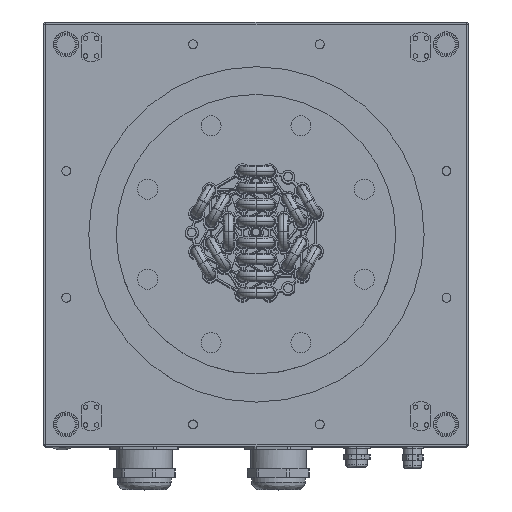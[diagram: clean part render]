
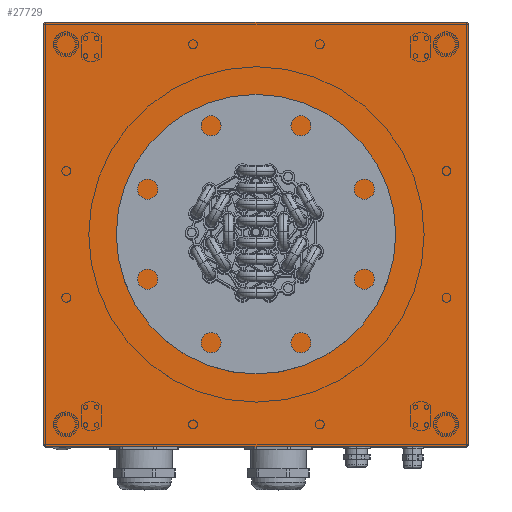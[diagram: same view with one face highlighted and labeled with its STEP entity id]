
A CAD part, top view. The second image highlights one B-rep face of the part: STEP entity #27729.
In plain terms, the highlighted face is planar.
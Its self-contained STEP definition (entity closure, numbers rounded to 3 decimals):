
#873 = DIRECTION ( 'NONE',  ( 1., 0., 0. ) ) ;
#1535 = VECTOR ( 'NONE', #21445, 1000. ) ;
#2029 = AXIS2_PLACEMENT_3D ( 'NONE', #14334, #88330, #873 ) ;
#3629 = ORIENTED_EDGE ( 'NONE', *, *, #50245, .F. ) ;
#4110 = AXIS2_PLACEMENT_3D ( 'NONE', #21634, #14403, #73534 ) ;
#4211 = VECTOR ( 'NONE', #18206, 1000. ) ;
#5989 = LINE ( 'NONE', #28179, #1535 ) ;
#8243 = DIRECTION ( 'NONE',  ( 0., 1., 0. ) ) ;
#8732 = DIRECTION ( 'NONE',  ( 0., 0., 1. ) ) ;
#8771 = LINE ( 'NONE', #58285, #73132 ) ;
#9122 = EDGE_CURVE ( 'NONE', #68717, #79947, #84858, .T. ) ;
#9667 = CIRCLE ( 'NONE', #40332, 2. ) ;
#10782 = CIRCLE ( 'NONE', #64499, 2. ) ;
#11907 = CARTESIAN_POINT ( 'NONE',  ( -190., 188., -4. ) ) ;
#12463 = EDGE_CURVE ( 'NONE', #89094, #34686, #8771, .T. ) ;
#13482 = CIRCLE ( 'NONE', #61100, 70.85 ) ;
#14334 = CARTESIAN_POINT ( 'NONE',  ( 0., 0., -4. ) ) ;
#14403 = DIRECTION ( 'NONE',  ( 0., 0., 1. ) ) ;
#16096 = CARTESIAN_POINT ( 'NONE',  ( 188., 188., -4. ) ) ;
#18000 = ORIENTED_EDGE ( 'NONE', *, *, #28119, .F. ) ;
#18206 = DIRECTION ( 'NONE',  ( 0., -1., 0. ) ) ;
#18315 = ORIENTED_EDGE ( 'NONE', *, *, #74240, .F. ) ;
#20041 = CARTESIAN_POINT ( 'NONE',  ( 190., 188., -4. ) ) ;
#20339 = DIRECTION ( 'NONE',  ( -1., 0., 0. ) ) ;
#21445 = DIRECTION ( 'NONE',  ( 1., 0., 0. ) ) ;
#21634 = CARTESIAN_POINT ( 'NONE',  ( -188., 188., -4. ) ) ;
#23782 = CARTESIAN_POINT ( 'NONE',  ( 190., -188., -4. ) ) ;
#24167 = CARTESIAN_POINT ( 'NONE',  ( 190., 188., -4. ) ) ;
#25023 = EDGE_CURVE ( 'NONE', #55420, #50819, #10782, .T. ) ;
#25025 = EDGE_LOOP ( 'NONE', ( #93638, #30491 ) ) ;
#25424 = ORIENTED_EDGE ( 'NONE', *, *, #25023, .F. ) ;
#27729 = ADVANCED_FACE ( 'NONE', ( #67999, #44481 ), #81421, .T. ) ;
#28119 = EDGE_CURVE ( 'NONE', #71629, #89094, #9667, .T. ) ;
#28179 = CARTESIAN_POINT ( 'NONE',  ( -188., -190., -4. ) ) ;
#30491 = ORIENTED_EDGE ( 'NONE', *, *, #67237, .T. ) ;
#30990 = ORIENTED_EDGE ( 'NONE', *, *, #12463, .F. ) ;
#31713 = ORIENTED_EDGE ( 'NONE', *, *, #38451, .F. ) ;
#32947 = ORIENTED_EDGE ( 'NONE', *, *, #54321, .F. ) ;
#34648 = DIRECTION ( 'NONE',  ( 0., 0., 1. ) ) ;
#34686 = VERTEX_POINT ( 'NONE', #90401 ) ;
#36051 = CARTESIAN_POINT ( 'NONE',  ( -188., -188., -4. ) ) ;
#36517 = VERTEX_POINT ( 'NONE', #60155 ) ;
#38195 = DIRECTION ( 'NONE',  ( -1., 0., 0. ) ) ;
#38451 = EDGE_CURVE ( 'NONE', #50819, #47949, #5989, .T. ) ;
#40332 = AXIS2_PLACEMENT_3D ( 'NONE', #93329, #86106, #20339 ) ;
#41784 = CARTESIAN_POINT ( 'NONE',  ( 188., 190., -4. ) ) ;
#44481 = FACE_OUTER_BOUND ( 'NONE', #84079, .T. ) ;
#46225 = LINE ( 'NONE', #24167, #48822 ) ;
#47092 = CIRCLE ( 'NONE', #4110, 2. ) ;
#47949 = VERTEX_POINT ( 'NONE', #67645 ) ;
#48744 = DIRECTION ( 'NONE',  ( 0., 0., 1. ) ) ;
#48822 = VECTOR ( 'NONE', #8243, 1000. ) ;
#50245 = EDGE_CURVE ( 'NONE', #54000, #71629, #46225, .T. ) ;
#50819 = VERTEX_POINT ( 'NONE', #70436 ) ;
#51031 = CARTESIAN_POINT ( 'NONE',  ( 188., -188., -4. ) ) ;
#52991 = DIRECTION ( 'NONE',  ( -1., 0., 0. ) ) ;
#54000 = VERTEX_POINT ( 'NONE', #23782 ) ;
#54232 = LINE ( 'NONE', #11907, #4211 ) ;
#54321 = EDGE_CURVE ( 'NONE', #47949, #54000, #80388, .T. ) ;
#54330 = AXIS2_PLACEMENT_3D ( 'NONE', #51031, #8732, #65977 ) ;
#54539 = DIRECTION ( 'NONE',  ( 1., 0., 0. ) ) ;
#55015 = CARTESIAN_POINT ( 'NONE',  ( 0., 0., -4. ) ) ;
#55420 = VERTEX_POINT ( 'NONE', #90703 ) ;
#55534 = CARTESIAN_POINT ( 'NONE',  ( -70.85, 0., -4. ) ) ;
#58196 = EDGE_CURVE ( 'NONE', #36517, #55420, #54232, .T. ) ;
#58285 = CARTESIAN_POINT ( 'NONE',  ( -188., 190., -4. ) ) ;
#60155 = CARTESIAN_POINT ( 'NONE',  ( -190., 188., -4. ) ) ;
#61100 = AXIS2_PLACEMENT_3D ( 'NONE', #55015, #48744, #54539 ) ;
#64499 = AXIS2_PLACEMENT_3D ( 'NONE', #36051, #34648, #87930 ) ;
#65977 = DIRECTION ( 'NONE',  ( 1., 0., 0. ) ) ;
#67237 = EDGE_CURVE ( 'NONE', #79947, #68717, #13482, .T. ) ;
#67645 = CARTESIAN_POINT ( 'NONE',  ( 188., -190., -4. ) ) ;
#67999 = FACE_BOUND ( 'NONE', #25025, .T. ) ;
#68717 = VERTEX_POINT ( 'NONE', #77458 ) ;
#70436 = CARTESIAN_POINT ( 'NONE',  ( -188., -190., -4. ) ) ;
#71629 = VERTEX_POINT ( 'NONE', #20041 ) ;
#73132 = VECTOR ( 'NONE', #52991, 1000. ) ;
#73534 = DIRECTION ( 'NONE',  ( 1., 0., 0. ) ) ;
#74240 = EDGE_CURVE ( 'NONE', #34686, #36517, #47092, .T. ) ;
#74742 = DIRECTION ( 'NONE',  ( 0., 0., -1. ) ) ;
#77458 = CARTESIAN_POINT ( 'NONE',  ( 70.85, 0., -4. ) ) ;
#79666 = ORIENTED_EDGE ( 'NONE', *, *, #58196, .F. ) ;
#79947 = VERTEX_POINT ( 'NONE', #55534 ) ;
#80193 = AXIS2_PLACEMENT_3D ( 'NONE', #16096, #74742, #38195 ) ;
#80388 = CIRCLE ( 'NONE', #54330, 2. ) ;
#81421 = PLANE ( 'NONE',  #80193 ) ;
#84079 = EDGE_LOOP ( 'NONE', ( #18000, #3629, #32947, #31713, #25424, #79666, #18315, #30990 ) ) ;
#84858 = CIRCLE ( 'NONE', #2029, 70.85 ) ;
#86106 = DIRECTION ( 'NONE',  ( 0., 0., 1. ) ) ;
#87930 = DIRECTION ( 'NONE',  ( 1., 0., 0. ) ) ;
#88330 = DIRECTION ( 'NONE',  ( 0., 0., 1. ) ) ;
#89094 = VERTEX_POINT ( 'NONE', #41784 ) ;
#90401 = CARTESIAN_POINT ( 'NONE',  ( -188., 190., -4. ) ) ;
#90703 = CARTESIAN_POINT ( 'NONE',  ( -190., -188., -4. ) ) ;
#93329 = CARTESIAN_POINT ( 'NONE',  ( 188., 188., -4. ) ) ;
#93638 = ORIENTED_EDGE ( 'NONE', *, *, #9122, .T. ) ;
